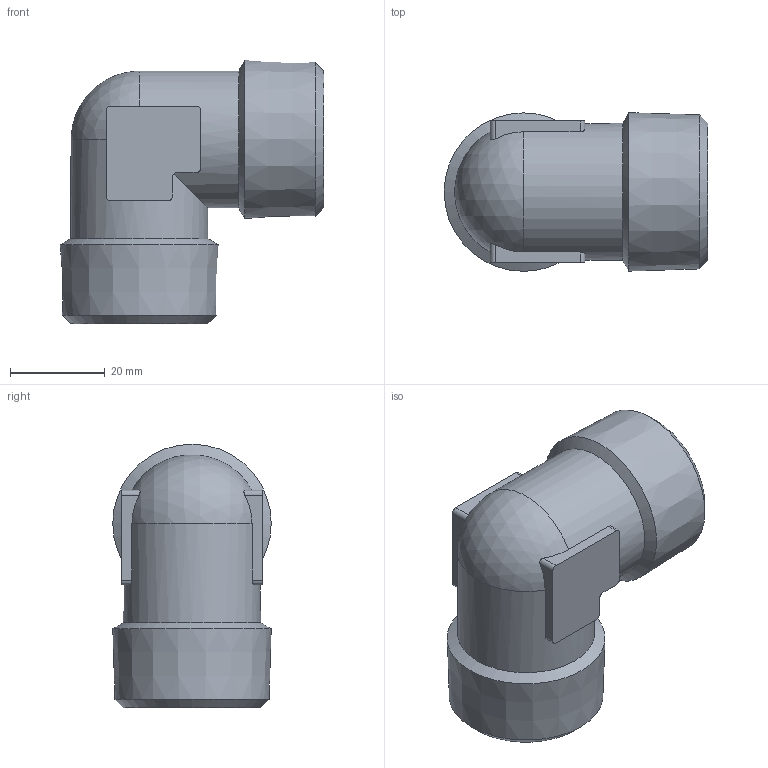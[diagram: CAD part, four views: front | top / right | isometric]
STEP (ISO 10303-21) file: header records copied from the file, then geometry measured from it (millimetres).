
FILE_DESCRIPTION(( 'RA.35.01.01.STP' ), '1');
FILE_NAME( 'RA.35.01.01.STP', '2018-11-09T15:48:01',( 'Sopra'),('sopra-pneumatic.com'), 'SwSTEP 2.0','SolidWorks 2009','' );
FILE_SCHEMA (('AUTOMOTIVE_DESIGN { 1 0 10303 214 1 1 1 1 }'));
Length unit declared in the file: millimetre
Products named in the file (2): Root; 50007
Assembly tree (1 placements, depth 2):
  Root
    50007
Bounding box: 55.75 x 33.5 x 55.75 mm (x, y, z)
Volume: 23438 mm3; surface area: 14122.3 mm2
Topology: 1 solids, 1 shells, 47 faces, 133 edges, 84 vertices
Faces by surface type: cylinder 20, plane 16, cone 8, sphere 3
Full cylindrical faces by diameter (mm): 23.7 x2, 29 x2
Entity records: 4555 total; most frequent: CARTESIAN_POINT 2343, DIRECTION 236, PRESENTATION_STYLE_ASSIGNMENT 219, COLOUR_RGB 219, DRAUGHTING_PRE_DEFINED_CURVE_FONT 218, CURVE_STYLE 218, OVER_RIDING_STYLED_ITEM 218, ORIENTED_EDGE 218
